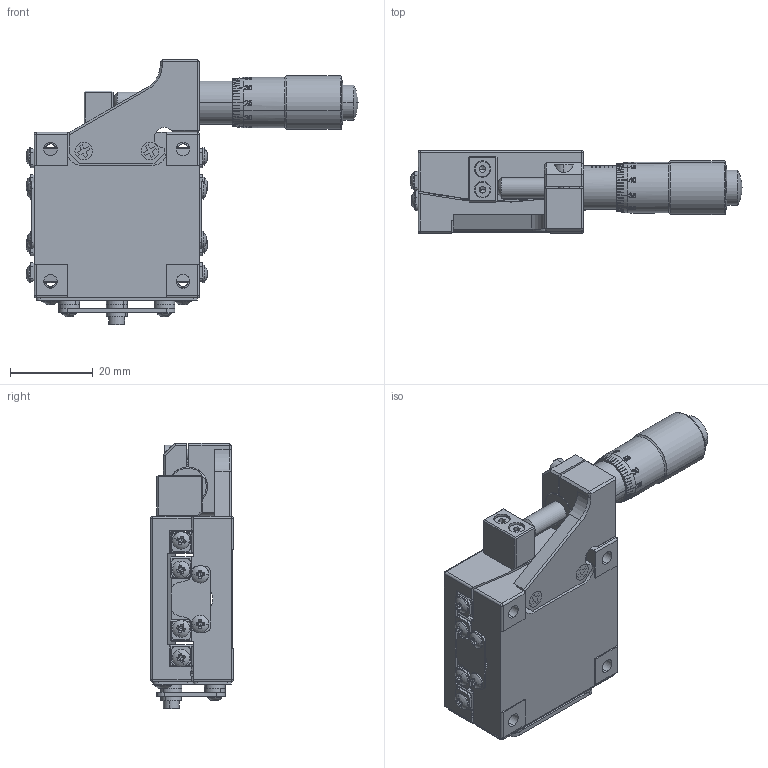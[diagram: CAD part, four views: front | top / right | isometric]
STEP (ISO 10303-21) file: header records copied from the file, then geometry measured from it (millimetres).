
FILE_DESCRIPTION (( 'STEP AP203' ), '1' );
FILE_NAME ('MXG4-80VM.STEP', '2021-02-23T02:57:24', ( '' ), ( '' ), 'SwSTEP 2.0', 'SolidWorks 2020', '' );
FILE_SCHEMA (( 'CONFIG_CONTROL_DESIGN' ));
Length unit declared in the file: millimetre
Products named in the file (1): MXG4-80VM
Bounding box: 80.23 x 20 x 64.2 mm (x, y, z)
Volume: 36609.1 mm3; surface area: 17900.9 mm2
Topology: 2 solids, 2 shells, 1428 faces, 3966 edges, 2576 vertices
Faces by surface type: plane 956, cylinder 289, cone 125, sphere 44, torus 14
Full cylindrical faces by diameter (mm): 1.6 x4
Entity records: 49195 total; most frequent: CARTESIAN_POINT 12443, ORIENTED_EDGE 7844, DIRECTION 7584, EDGE_CURVE 3922, AXIS2_PLACEMENT_3D 2729, VERTEX_POINT 2582, LINE 2126, VECTOR 2126
